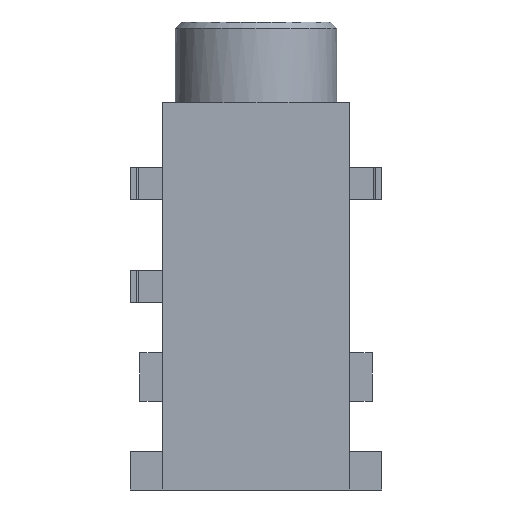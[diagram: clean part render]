
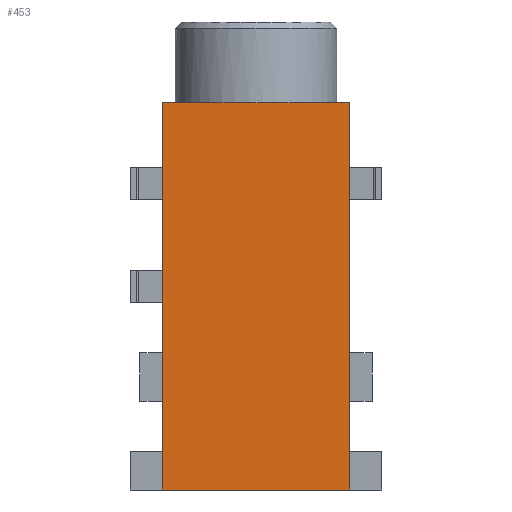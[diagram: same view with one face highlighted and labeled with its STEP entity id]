
A CAD part, front view. The second image highlights one B-rep face of the part: STEP entity #453.
In plain terms, the highlighted planar face has unit normal (0, -1, 0).
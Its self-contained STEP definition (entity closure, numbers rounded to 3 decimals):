
#453=ADVANCED_FACE('NONE',(#968),#969,.T.);
#968=FACE_OUTER_BOUND('',#1581,.T.);
#969=PLANE('',#1582);
#1581=EDGE_LOOP('',(#2801,#2802,#2803,#2804,#2805,#2806));
#1582=AXIS2_PLACEMENT_3D('',#2807,#2808,#2809);
#2801=ORIENTED_EDGE('',*,*,#4095,.F.);
#2802=ORIENTED_EDGE('',*,*,#4080,.F.);
#2803=ORIENTED_EDGE('',*,*,#4128,.T.);
#2804=ORIENTED_EDGE('',*,*,#4061,.T.);
#2805=ORIENTED_EDGE('',*,*,#4129,.F.);
#2806=ORIENTED_EDGE('',*,*,#4130,.F.);
#2807=CARTESIAN_POINT('',(-2.9,-2.05,-12.0));
#2808=DIRECTION('',(0.0,-1.0,0.0));
#2809=DIRECTION('',(0.0,0.0,-1.0));
#4061=EDGE_CURVE('NONE',#4974,#4972,#4975,.T.);
#4080=EDGE_CURVE('NONE',#5007,#5009,#5010,.T.);
#4095=EDGE_CURVE('NONE',#5009,#5036,#5037,.T.);
#4128=EDGE_CURVE('NONE',#5007,#4974,#5094,.T.);
#4129=EDGE_CURVE('NONE',#5095,#4972,#5096,.T.);
#4130=EDGE_CURVE('NONE',#5036,#5095,#5097,.T.);
#4972=VERTEX_POINT('NONE',#6251);
#4974=VERTEX_POINT('NONE',#6254);
#4975=LINE('',#6255,#6256);
#5007=VERTEX_POINT('NONE',#6304);
#5009=VERTEX_POINT('NONE',#6307);
#5010=LINE('',#6308,#6309);
#5036=VERTEX_POINT('NONE',#6348);
#5037=LINE('',#6349,#6350);
#5094=LINE('',#6436,#6437);
#5095=VERTEX_POINT('NONE',#6438);
#5096=LINE('',#6439,#6440);
#5097=LINE('',#6441,#6442);
#6251=CARTESIAN_POINT('',(2.9,-2.05,0.0));
#6254=CARTESIAN_POINT('',(2.9,-2.05,-12.0));
#6255=CARTESIAN_POINT('',(2.9,-2.05,-12.0));
#6256=VECTOR('',#7396,1000.0);
#6304=CARTESIAN_POINT('',(-2.9,-2.05,-12.0));
#6307=CARTESIAN_POINT('',(-2.9,-2.05,0.0));
#6308=CARTESIAN_POINT('',(-2.9,-2.05,-12.0));
#6309=VECTOR('',#7414,1000.0);
#6348=CARTESIAN_POINT('',(-1.431,-2.05,0.0));
#6349=CARTESIAN_POINT('',(-2.9,-2.05,0.0));
#6350=VECTOR('',#7428,1000.0);
#6436=CARTESIAN_POINT('',(-2.9,-2.05,-12.0));
#6437=VECTOR('',#7461,1000.0);
#6438=CARTESIAN_POINT('',(1.431,-2.05,0.0));
#6439=CARTESIAN_POINT('',(-2.9,-2.05,0.0));
#6440=VECTOR('',#7462,1000.0);
#6441=CARTESIAN_POINT('',(-2.9,-2.05,0.0));
#6442=VECTOR('',#7463,1000.0);
#7396=DIRECTION('',(0.0,0.0,1.0));
#7414=DIRECTION('',(0.0,0.0,1.0));
#7428=DIRECTION('',(1.0,0.0,0.0));
#7461=DIRECTION('',(1.0,0.0,0.0));
#7462=DIRECTION('',(1.0,0.0,0.0));
#7463=DIRECTION('',(1.0,0.0,0.0));
